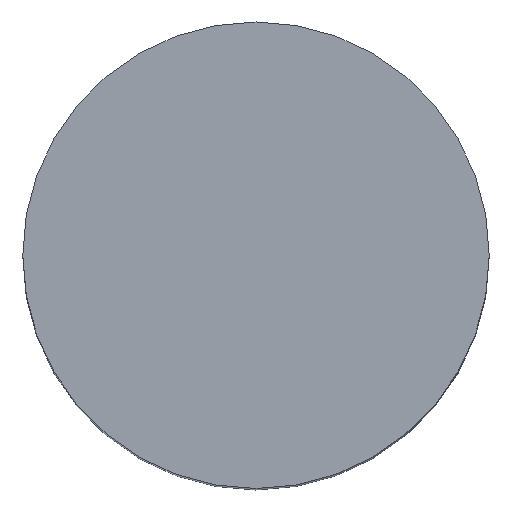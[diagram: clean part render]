
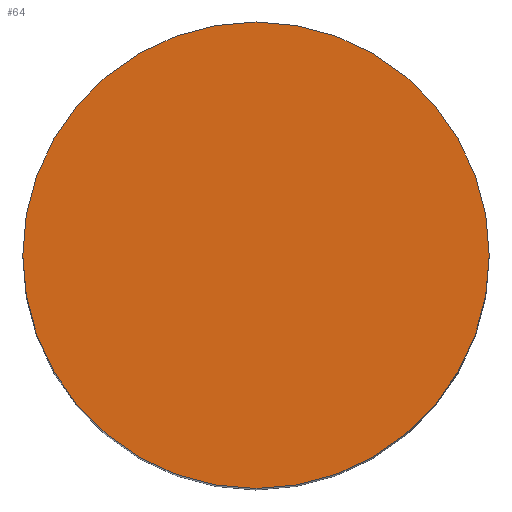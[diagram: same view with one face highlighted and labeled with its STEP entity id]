
A CAD part, top view. The second image highlights one B-rep face of the part: STEP entity #64.
In plain terms, the highlighted planar face has unit normal (0, 0, 1).
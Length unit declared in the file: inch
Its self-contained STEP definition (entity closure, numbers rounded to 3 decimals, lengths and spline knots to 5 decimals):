
#5 = CARTESIAN_POINT ( 'NONE',  ( -0.20356, -0.02869, 0.70669 ) ) ;
#6 = ORIENTED_EDGE ( 'NONE', *, *, #31, .T. ) ;
#16 = AXIS2_PLACEMENT_3D ( 'NONE', #128, #107, #85 ) ;
#18 = VERTEX_POINT ( 'NONE', #82 ) ;
#22 = CIRCLE ( 'NONE', #67, 0.19488 ) ;
#23 = CARTESIAN_POINT ( 'NONE',  ( -0.00868, -0.02869, 0.70669 ) ) ;
#26 = CARTESIAN_POINT ( 'NONE',  ( -0.20356, -0.02869, 0.70669 ) ) ;
#27 = CIRCLE ( 'NONE', #16, 0.19488 ) ;
#31 = EDGE_CURVE ( 'NONE', #92, #18, #22, .T. ) ;
#33 = ORIENTED_EDGE ( 'NONE', *, *, #69, .T. ) ;
#43 = DIRECTION ( 'NONE',  ( 0., 0., 1. ) ) ;
#56 = FACE_OUTER_BOUND ( 'NONE', #127, .T. ) ;
#64 = ADVANCED_FACE ( 'NONE', ( #56 ), #123, .T. ) ;
#67 = AXIS2_PLACEMENT_3D ( 'NONE', #5, #43, #126 ) ;
#69 = EDGE_CURVE ( 'NONE', #18, #92, #27, .T. ) ;
#77 = AXIS2_PLACEMENT_3D ( 'NONE', #26, #96, #119 ) ;
#82 = CARTESIAN_POINT ( 'NONE',  ( -0.39844, -0.02869, 0.70669 ) ) ;
#85 = DIRECTION ( 'NONE',  ( 1., 0., 0. ) ) ;
#92 = VERTEX_POINT ( 'NONE', #23 ) ;
#96 = DIRECTION ( 'NONE',  ( 0., 0., 1. ) ) ;
#107 = DIRECTION ( 'NONE',  ( 0., 0., 1. ) ) ;
#119 = DIRECTION ( 'NONE',  ( 1., 0., 0. ) ) ;
#123 = PLANE ( 'NONE',  #77 ) ;
#126 = DIRECTION ( 'NONE',  ( 1., 0., 0. ) ) ;
#127 = EDGE_LOOP ( 'NONE', ( #33, #6 ) ) ;
#128 = CARTESIAN_POINT ( 'NONE',  ( -0.20356, -0.02869, 0.70669 ) ) ;
